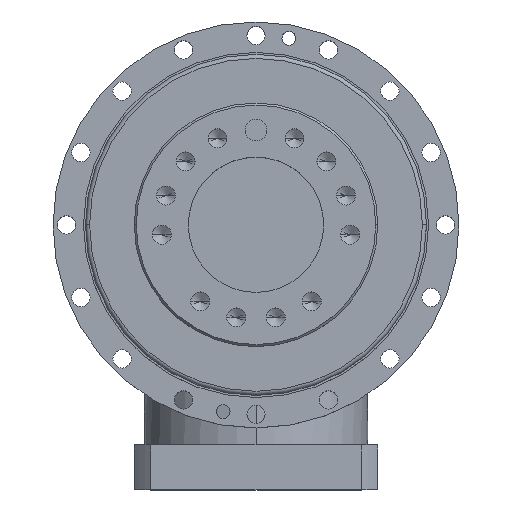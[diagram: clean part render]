
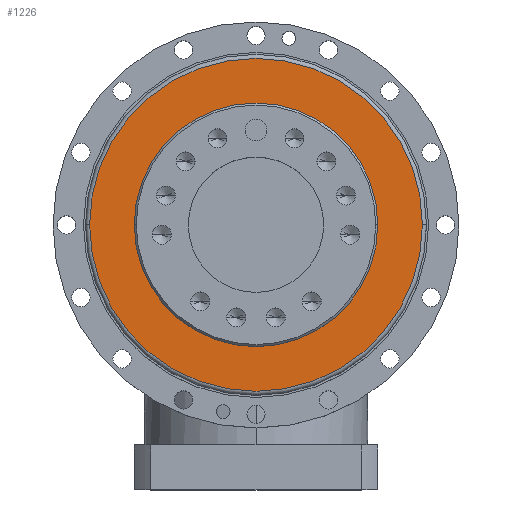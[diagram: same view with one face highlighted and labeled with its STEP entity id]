
A CAD part, top view. The second image highlights one B-rep face of the part: STEP entity #1226.
In plain terms, the highlighted planar face has unit normal (0, 0, 1).
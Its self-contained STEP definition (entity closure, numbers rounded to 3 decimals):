
#103 = CARTESIAN_POINT ( 'NONE',  ( 123., 0., 135.7 ) ) ;
#333 = DIRECTION ( 'NONE',  ( 0., 0., 1. ) ) ;
#372 = CARTESIAN_POINT ( 'NONE',  ( 0., 0., 135.7 ) ) ;
#1135 = ORIENTED_EDGE ( 'NONE', *, *, #10700, .F. ) ;
#1226 = ADVANCED_FACE ( 'NONE', ( #1816, #6897 ), #5683, .T. ) ;
#1278 = DIRECTION ( 'NONE',  ( 1., 0., 0. ) ) ;
#1296 = CARTESIAN_POINT ( 'NONE',  ( 0., 0., 135.7 ) ) ;
#1569 = CARTESIAN_POINT ( 'NONE',  ( -123., 0., 135.7 ) ) ;
#1816 = FACE_OUTER_BOUND ( 'NONE', #5570, .T. ) ;
#1987 = DIRECTION ( 'NONE',  ( 0., 0., 1. ) ) ;
#2062 = CARTESIAN_POINT ( 'NONE',  ( 0., 0., 135.7 ) ) ;
#2207 = DIRECTION ( 'NONE',  ( 1., 0., 0. ) ) ;
#2379 = AXIS2_PLACEMENT_3D ( 'NONE', #10240, #333, #6633 ) ;
#2417 = EDGE_CURVE ( 'NONE', #9570, #9206, #8560, .T. ) ;
#2959 = DIRECTION ( 'NONE',  ( 1., 0., 0. ) ) ;
#4076 = CIRCLE ( 'NONE', #6430, 123. ) ;
#4708 = AXIS2_PLACEMENT_3D ( 'NONE', #2062, #8360, #2959 ) ;
#5075 = ORIENTED_EDGE ( 'NONE', *, *, #9605, .T. ) ;
#5570 = EDGE_LOOP ( 'NONE', ( #5075, #6626 ) ) ;
#5683 = PLANE ( 'NONE',  #2379 ) ;
#5697 = AXIS2_PLACEMENT_3D ( 'NONE', #372, #6666, #1278 ) ;
#6430 = AXIS2_PLACEMENT_3D ( 'NONE', #1296, #7605, #2207 ) ;
#6626 = ORIENTED_EDGE ( 'NONE', *, *, #7995, .T. ) ;
#6633 = DIRECTION ( 'NONE',  ( 1., 0., 0. ) ) ;
#6647 = CARTESIAN_POINT ( 'NONE',  ( -90., 0., 135.7 ) ) ;
#6666 = DIRECTION ( 'NONE',  ( 0., 0., 1. ) ) ;
#6679 = CIRCLE ( 'NONE', #8395, 123. ) ;
#6897 = FACE_BOUND ( 'NONE', #6965, .T. ) ;
#6965 = EDGE_LOOP ( 'NONE', ( #1135, #8854 ) ) ;
#7314 = CARTESIAN_POINT ( 'NONE',  ( 90., 0., 135.7 ) ) ;
#7372 = CARTESIAN_POINT ( 'NONE',  ( 0., 0., 135.7 ) ) ;
#7605 = DIRECTION ( 'NONE',  ( 0., 0., 1. ) ) ;
#7995 = EDGE_CURVE ( 'NONE', #10929, #10017, #6679, .T. ) ;
#8289 = DIRECTION ( 'NONE',  ( 1., 0., 0. ) ) ;
#8360 = DIRECTION ( 'NONE',  ( 0., 0., 1. ) ) ;
#8395 = AXIS2_PLACEMENT_3D ( 'NONE', #7372, #1987, #8289 ) ;
#8560 = CIRCLE ( 'NONE', #5697, 90. ) ;
#8854 = ORIENTED_EDGE ( 'NONE', *, *, #2417, .F. ) ;
#9206 = VERTEX_POINT ( 'NONE', #7314 ) ;
#9570 = VERTEX_POINT ( 'NONE', #6647 ) ;
#9605 = EDGE_CURVE ( 'NONE', #10017, #10929, #4076, .T. ) ;
#10017 = VERTEX_POINT ( 'NONE', #103 ) ;
#10134 = CIRCLE ( 'NONE', #4708, 90. ) ;
#10240 = CARTESIAN_POINT ( 'NONE',  ( 0., 0., 135.7 ) ) ;
#10700 = EDGE_CURVE ( 'NONE', #9206, #9570, #10134, .T. ) ;
#10929 = VERTEX_POINT ( 'NONE', #1569 ) ;
